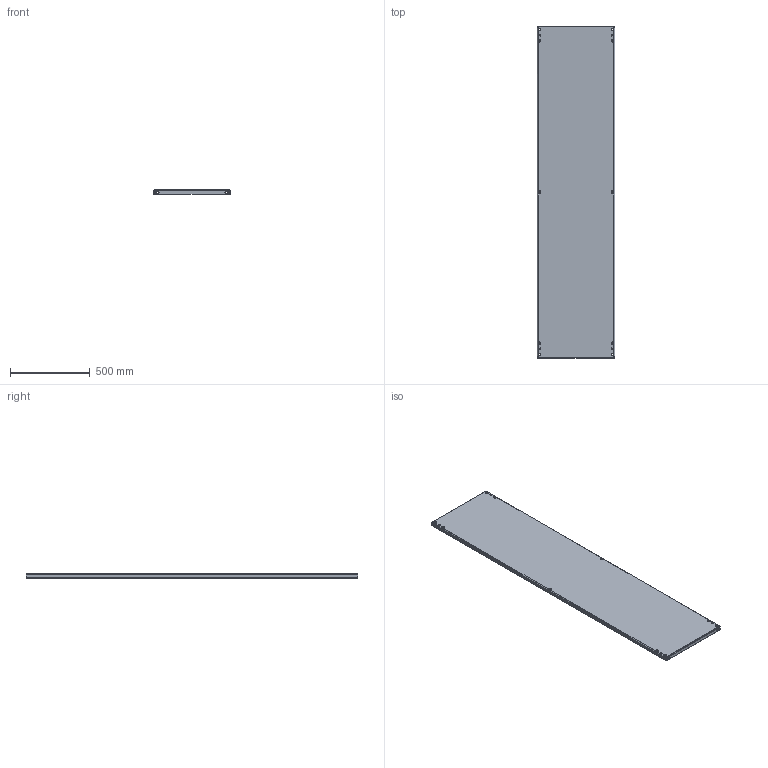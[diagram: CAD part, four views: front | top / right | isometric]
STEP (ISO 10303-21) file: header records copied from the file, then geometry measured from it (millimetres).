
FILE_DESCRIPTION (( 'STEP AP214' ), '1' );
FILE_NAME ('707.622.STEP', '2024-08-21T06:32:44', ( '' ), ( '' ), 'SwSTEP 2.0', 'SolidWorks 2021', '' );
FILE_SCHEMA (( 'AUTOMOTIVE_DESIGN' ));
Length unit declared in the file: millimetre
Products named in the file (3): 707.622 昑; Çàêëåïêà ðåçüáîâàÿ Ì8 øåñòèãðàííàÿ ñ óìåíüøåííûì áîðòîì; 707.622
Assembly tree (5 placements, depth 2):
  707.622
    707.622 昑
    Çàêëåïêà ðåçüáîâàÿ Ì8 øåñòèãðàííàÿ ñ óìåíüøåííûì áîðòîì  x4
Bounding box: 488 x 2088 x 26.6 mm (x, y, z)
Volume: 3591688.5 mm3; surface area: 2420280.6 mm2
Topology: 5 solids, 5 shells, 436 faces, 1236 edges, 784 vertices
Faces by surface type: cylinder 252, plane 144, cone 24, bspline 16
Entity records: 13844 total; most frequent: CARTESIAN_POINT 3431, DIRECTION 2194, ORIENTED_EDGE 2124, EDGE_CURVE 1062, AXIS2_PLACEMENT_3D 841, VERTEX_POINT 676, EDGE_LOOP 542, VECTOR 512
